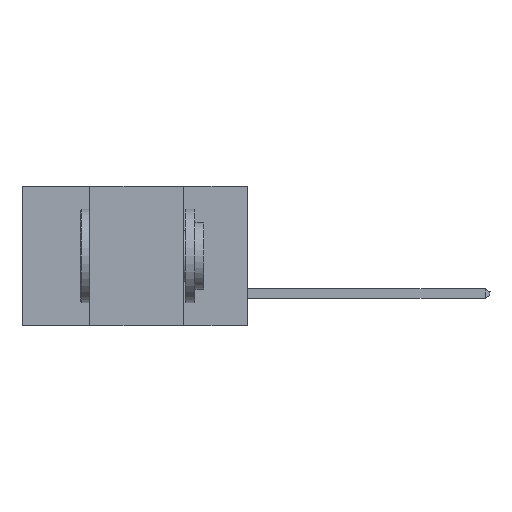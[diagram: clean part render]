
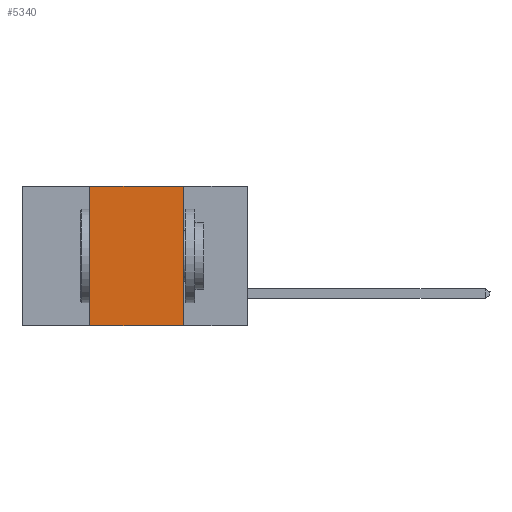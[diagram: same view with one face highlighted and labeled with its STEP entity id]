
A CAD part, left-side view. The second image highlights one B-rep face of the part: STEP entity #5340.
In plain terms, the highlighted planar face has unit normal (-1, 0, 0).
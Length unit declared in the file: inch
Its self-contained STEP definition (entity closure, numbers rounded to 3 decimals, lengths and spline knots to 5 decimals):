
#244 = VERTEX_POINT ( 'NONE', #11948 ) ;
#492 = VECTOR ( 'NONE', #8817, 39.37008 ) ;
#653 = LINE ( 'NONE', #6371, #9518 ) ;
#766 = EDGE_CURVE ( 'NONE', #4478, #8928, #3728, .T. ) ;
#865 = DIRECTION ( 'NONE',  ( 0., -1., 0. ) ) ;
#1354 = VECTOR ( 'NONE', #865, 39.37008 ) ;
#2122 = PLANE ( 'NONE',  #6281 ) ;
#2475 = ORIENTED_EDGE ( 'NONE', *, *, #6450, .T. ) ;
#3128 = CARTESIAN_POINT ( 'NONE',  ( 0., 0.42, 0. ) ) ;
#3560 = EDGE_LOOP ( 'NONE', ( #9934, #6782, #11336, #2475 ) ) ;
#3728 = LINE ( 'NONE', #11988, #1354 ) ;
#3886 = CARTESIAN_POINT ( 'NONE',  ( 0., 0.6, 0. ) ) ;
#4308 = DIRECTION ( 'NONE',  ( 0., 0., -1. ) ) ;
#4478 = VERTEX_POINT ( 'NONE', #3128 ) ;
#5233 = LINE ( 'NONE', #9000, #492 ) ;
#5340 = ADVANCED_FACE ( 'NONE', ( #7659 ), #2122, .F. ) ;
#5583 = CARTESIAN_POINT ( 'NONE',  ( 0., 0.6, -0.37 ) ) ;
#5932 = CARTESIAN_POINT ( 'NONE',  ( 0., 0.17, -0.37 ) ) ;
#6281 = AXIS2_PLACEMENT_3D ( 'NONE', #3886, #8560, #7780 ) ;
#6371 = CARTESIAN_POINT ( 'NONE',  ( 0., 0.17, -0.37 ) ) ;
#6450 = EDGE_CURVE ( 'NONE', #244, #7156, #7650, .T. ) ;
#6457 = CARTESIAN_POINT ( 'NONE',  ( 0., 0.17, 0. ) ) ;
#6701 = EDGE_CURVE ( 'NONE', #8928, #7156, #653, .T. ) ;
#6732 = DIRECTION ( 'NONE',  ( 0., -1., 0. ) ) ;
#6755 = VECTOR ( 'NONE', #6732, 39.37008 ) ;
#6782 = ORIENTED_EDGE ( 'NONE', *, *, #766, .F. ) ;
#7156 = VERTEX_POINT ( 'NONE', #5932 ) ;
#7650 = LINE ( 'NONE', #5583, #6755 ) ;
#7659 = FACE_OUTER_BOUND ( 'NONE', #3560, .T. ) ;
#7780 = DIRECTION ( 'NONE',  ( 0., 0., -1. ) ) ;
#8560 = DIRECTION ( 'NONE',  ( 1., 0., 0. ) ) ;
#8817 = DIRECTION ( 'NONE',  ( 0., 0., 1. ) ) ;
#8928 = VERTEX_POINT ( 'NONE', #6457 ) ;
#9000 = CARTESIAN_POINT ( 'NONE',  ( 0., 0.42, -0.37 ) ) ;
#9518 = VECTOR ( 'NONE', #4308, 39.37008 ) ;
#9934 = ORIENTED_EDGE ( 'NONE', *, *, #6701, .F. ) ;
#10969 = EDGE_CURVE ( 'NONE', #244, #4478, #5233, .T. ) ;
#11336 = ORIENTED_EDGE ( 'NONE', *, *, #10969, .F. ) ;
#11948 = CARTESIAN_POINT ( 'NONE',  ( 0., 0.42, -0.37 ) ) ;
#11988 = CARTESIAN_POINT ( 'NONE',  ( 0., 0.6, 0. ) ) ;
